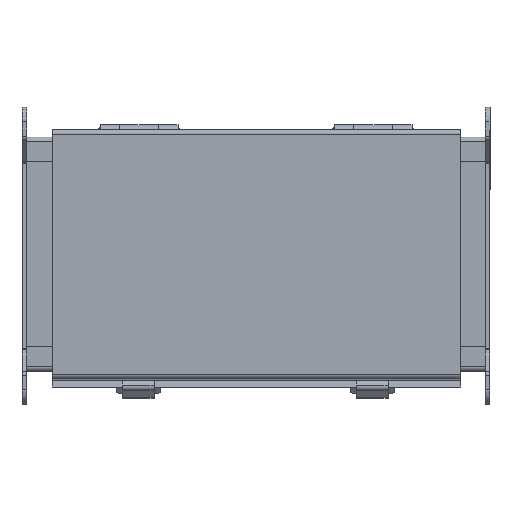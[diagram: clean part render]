
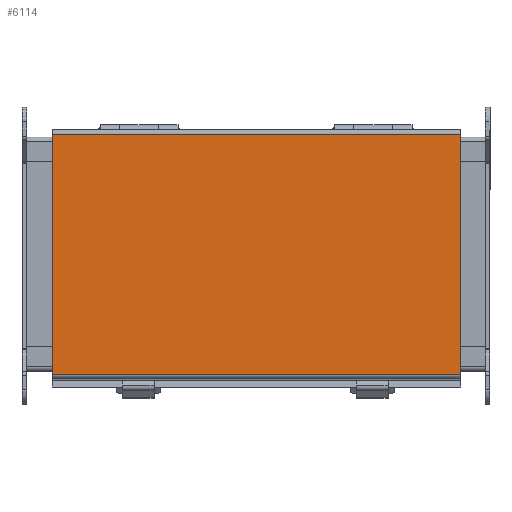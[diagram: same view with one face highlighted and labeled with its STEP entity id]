
A CAD part, top view. The second image highlights one B-rep face of the part: STEP entity #6114.
In plain terms, the highlighted planar face has unit normal (0, 0, 1).
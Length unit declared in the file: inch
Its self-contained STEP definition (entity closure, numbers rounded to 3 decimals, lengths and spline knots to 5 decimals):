
#19 = CARTESIAN_POINT ( 'NONE',  ( -5.218, -3.1885, 6.172 ) ) ;
#535 = ORIENTED_EDGE ( 'NONE', *, *, #4034, .T. ) ;
#2469 = VECTOR ( 'NONE', #3654, 39.37008 ) ;
#2959 = VECTOR ( 'NONE', #11646, 39.37008 ) ;
#3293 = PLANE ( 'NONE',  #7585 ) ;
#3352 = DIRECTION ( 'NONE',  ( 0., 0., 1. ) ) ;
#3562 = ORIENTED_EDGE ( 'NONE', *, *, #12571, .T. ) ;
#3654 = DIRECTION ( 'NONE',  ( 0., 1., 0. ) ) ;
#3889 = CARTESIAN_POINT ( 'NONE',  ( 5.25, -3.0805, 6.172 ) ) ;
#3906 = CARTESIAN_POINT ( 'NONE',  ( 5.25, 3.0785, 6.172 ) ) ;
#3909 = DIRECTION ( 'NONE',  ( -1., 0., 0. ) ) ;
#4034 = EDGE_CURVE ( 'NONE', #7550, #7159, #12484, .T. ) ;
#4824 = CARTESIAN_POINT ( 'NONE',  ( -5.218, 3.0785, 6.172 ) ) ;
#5368 = FACE_OUTER_BOUND ( 'NONE', #5686, .T. ) ;
#5686 = EDGE_LOOP ( 'NONE', ( #12734, #6303, #535, #3562 ) ) ;
#6114 = ADVANCED_FACE ( 'NONE', ( #5368 ), #3293, .T. ) ;
#6303 = ORIENTED_EDGE ( 'NONE', *, *, #9701, .T. ) ;
#7149 = EDGE_CURVE ( 'NONE', #10105, #9950, #10727, .T. ) ;
#7159 = VERTEX_POINT ( 'NONE', #3906 ) ;
#7550 = VERTEX_POINT ( 'NONE', #3889 ) ;
#7585 = AXIS2_PLACEMENT_3D ( 'NONE', #19, #3352, #8897 ) ;
#7741 = CARTESIAN_POINT ( 'NONE',  ( -5.218, -3.0805, 6.172 ) ) ;
#7795 = CARTESIAN_POINT ( 'NONE',  ( -5.218, 3.0785, 6.172 ) ) ;
#7925 = VECTOR ( 'NONE', #10792, 39.37008 ) ;
#8588 = CARTESIAN_POINT ( 'NONE',  ( 5.25, -3.1885, 6.172 ) ) ;
#8897 = DIRECTION ( 'NONE',  ( 1., 0., 0. ) ) ;
#9689 = LINE ( 'NONE', #7795, #10777 ) ;
#9701 = EDGE_CURVE ( 'NONE', #9950, #7550, #10804, .T. ) ;
#9950 = VERTEX_POINT ( 'NONE', #11176 ) ;
#10105 = VERTEX_POINT ( 'NONE', #4824 ) ;
#10727 = LINE ( 'NONE', #12801, #7925 ) ;
#10777 = VECTOR ( 'NONE', #3909, 39.37008 ) ;
#10792 = DIRECTION ( 'NONE',  ( 0., -1., 0. ) ) ;
#10804 = LINE ( 'NONE', #7741, #2959 ) ;
#11176 = CARTESIAN_POINT ( 'NONE',  ( -5.218, -3.0805, 6.172 ) ) ;
#11646 = DIRECTION ( 'NONE',  ( 1., 0., 0. ) ) ;
#12484 = LINE ( 'NONE', #8588, #2469 ) ;
#12571 = EDGE_CURVE ( 'NONE', #7159, #10105, #9689, .T. ) ;
#12734 = ORIENTED_EDGE ( 'NONE', *, *, #7149, .T. ) ;
#12801 = CARTESIAN_POINT ( 'NONE',  ( -5.218, -3.1885, 6.172 ) ) ;
